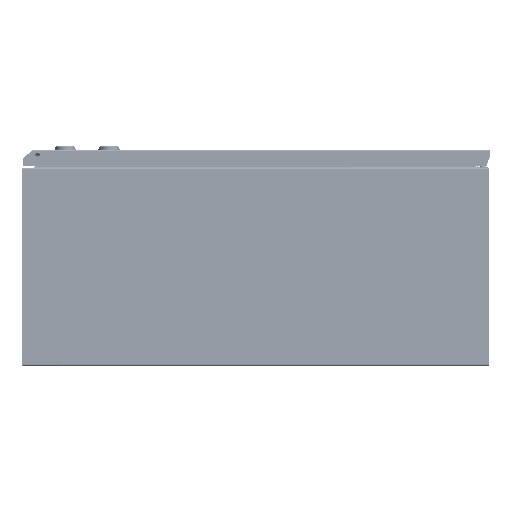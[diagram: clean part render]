
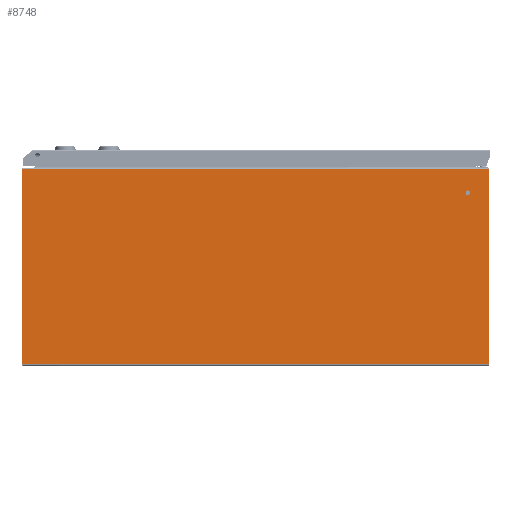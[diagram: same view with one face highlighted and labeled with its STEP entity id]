
A CAD part, front view. The second image highlights one B-rep face of the part: STEP entity #8748.
In plain terms, the highlighted face is planar.
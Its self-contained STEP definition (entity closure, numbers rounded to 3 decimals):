
#486 = EDGE_CURVE ( 'NONE', #21714, #14045, #1273, .T. ) ;
#1273 = LINE ( 'NONE', #30142, #10542 ) ;
#1331 = CARTESIAN_POINT ( 'NONE',  ( -283.453, 0., -81.062 ) ) ;
#1664 = DIRECTION ( 'NONE',  ( 0., 1., 0. ) ) ;
#2596 = ORIENTED_EDGE ( 'NONE', *, *, #486, .T. ) ;
#3000 = CARTESIAN_POINT ( 'NONE',  ( -44.753, 0., 535.688 ) ) ;
#3289 = ORIENTED_EDGE ( 'NONE', *, *, #40695, .F. ) ;
#5078 = DIRECTION ( 'NONE',  ( 0., 0., 1. ) ) ;
#5821 = LINE ( 'NONE', #6449, #26349 ) ;
#6192 = CARTESIAN_POINT ( 'NONE',  ( -12.153, 0., 568.938 ) ) ;
#6336 = AXIS2_PLACEMENT_3D ( 'NONE', #30283, #7165, #36191 ) ;
#6449 = CARTESIAN_POINT ( 'NONE',  ( -283.453, 0., -81.062 ) ) ;
#6566 = CARTESIAN_POINT ( 'NONE',  ( -283.453, 0., 568.938 ) ) ;
#7165 = DIRECTION ( 'NONE',  ( 0., 1., 0. ) ) ;
#7756 = CARTESIAN_POINT ( 'NONE',  ( -44.753, 0., 542.188 ) ) ;
#8748 = ADVANCED_FACE ( 'NONE', ( #41110, #18469 ), #27603, .T. ) ;
#8978 = VECTOR ( 'NONE', #24901, 1000. ) ;
#9436 = DIRECTION ( 'NONE',  ( -1., 0., 0. ) ) ;
#10542 = VECTOR ( 'NONE', #11050, 1000. ) ;
#11050 = DIRECTION ( 'NONE',  ( 0., 0., 1. ) ) ;
#11566 = LINE ( 'NONE', #18165, #21685 ) ;
#11682 = AXIS2_PLACEMENT_3D ( 'NONE', #37520, #15497, #27808 ) ;
#13944 = EDGE_LOOP ( 'NONE', ( #15263, #33964, #18482, #2596 ) ) ;
#14045 = VERTEX_POINT ( 'NONE', #6566 ) ;
#14707 = EDGE_CURVE ( 'NONE', #26940, #34118, #11566, .T. ) ;
#15057 = CARTESIAN_POINT ( 'NONE',  ( -44.753, 0., 538.938 ) ) ;
#15263 = ORIENTED_EDGE ( 'NONE', *, *, #35200, .T. ) ;
#15497 = DIRECTION ( 'NONE',  ( 0., 1., 0. ) ) ;
#18165 = CARTESIAN_POINT ( 'NONE',  ( -12.153, 0., 568.938 ) ) ;
#18469 = FACE_OUTER_BOUND ( 'NONE', #13944, .T. ) ;
#18482 = ORIENTED_EDGE ( 'NONE', *, *, #18712, .T. ) ;
#18712 = EDGE_CURVE ( 'NONE', #34118, #21714, #5821, .T. ) ;
#18750 = LINE ( 'NONE', #38217, #8978 ) ;
#20215 = VERTEX_POINT ( 'NONE', #7756 ) ;
#21685 = VECTOR ( 'NONE', #33433, 1000. ) ;
#21714 = VERTEX_POINT ( 'NONE', #1331 ) ;
#22548 = CARTESIAN_POINT ( 'NONE',  ( -12.153, 0., -81.062 ) ) ;
#24901 = DIRECTION ( 'NONE',  ( 1., 0., 0. ) ) ;
#25694 = VERTEX_POINT ( 'NONE', #3000 ) ;
#26260 = ORIENTED_EDGE ( 'NONE', *, *, #36254, .F. ) ;
#26349 = VECTOR ( 'NONE', #9436, 1000. ) ;
#26940 = VERTEX_POINT ( 'NONE', #6192 ) ;
#27371 = CIRCLE ( 'NONE', #6336, 3.25 ) ;
#27603 = PLANE ( 'NONE',  #11682 ) ;
#27808 = DIRECTION ( 'NONE',  ( 0., 0., 1. ) ) ;
#28115 = EDGE_LOOP ( 'NONE', ( #3289, #26260 ) ) ;
#30142 = CARTESIAN_POINT ( 'NONE',  ( -283.453, 0., -81.062 ) ) ;
#30283 = CARTESIAN_POINT ( 'NONE',  ( -44.753, 0., 538.938 ) ) ;
#32534 = CIRCLE ( 'NONE', #41308, 3.25 ) ;
#33433 = DIRECTION ( 'NONE',  ( 0., 0., -1. ) ) ;
#33964 = ORIENTED_EDGE ( 'NONE', *, *, #14707, .T. ) ;
#34118 = VERTEX_POINT ( 'NONE', #22548 ) ;
#35200 = EDGE_CURVE ( 'NONE', #14045, #26940, #18750, .T. ) ;
#36191 = DIRECTION ( 'NONE',  ( 0., 0., 1. ) ) ;
#36254 = EDGE_CURVE ( 'NONE', #25694, #20215, #27371, .T. ) ;
#37520 = CARTESIAN_POINT ( 'NONE',  ( -283.453, 0., 568.938 ) ) ;
#38217 = CARTESIAN_POINT ( 'NONE',  ( -283.453, 0., 568.938 ) ) ;
#40695 = EDGE_CURVE ( 'NONE', #20215, #25694, #32534, .T. ) ;
#41110 = FACE_BOUND ( 'NONE', #28115, .T. ) ;
#41308 = AXIS2_PLACEMENT_3D ( 'NONE', #15057, #1664, #5078 ) ;
